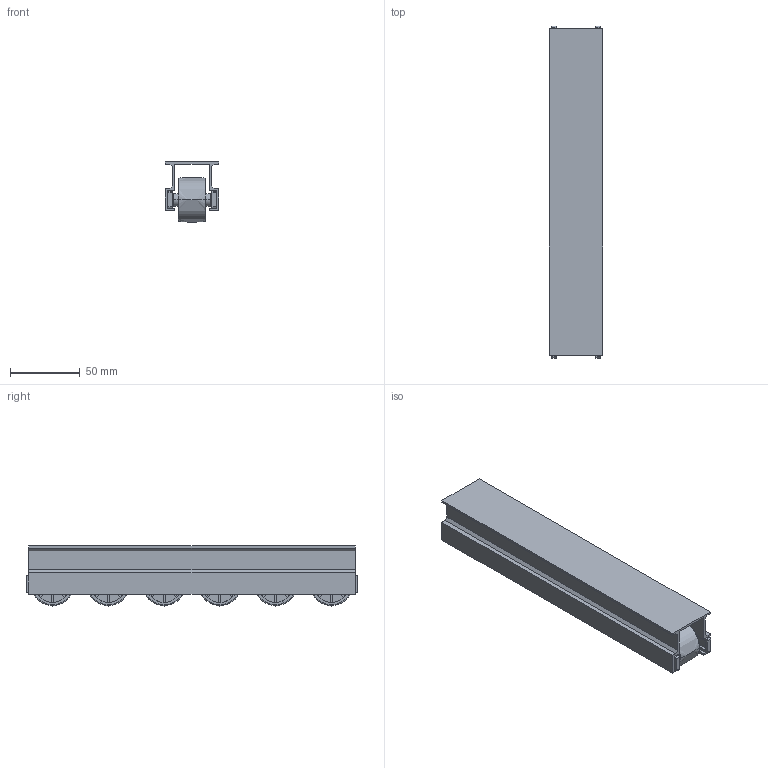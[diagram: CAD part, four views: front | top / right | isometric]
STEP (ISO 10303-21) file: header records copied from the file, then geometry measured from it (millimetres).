
FILE_DESCRIPTION (( 'STEP AP214' ), '1' );
FILE_NAME ('Z22 Àëþìèíèåâûå ðîëèêîâûå íàïðàâëÿþùèå Ô32.STEP', '2023-11-01T13:46:06', ( '' ), ( '' ), 'SwSTEP 2.0', 'SolidWorks 2022', '' );
FILE_SCHEMA (( 'AUTOMOTIVE_DESIGN' ));
Length unit declared in the file: millimetre
Products named in the file (1): Z22 Алюминиевые роликовые направляющие Ф32
Bounding box: 38 x 238 x 43.05 mm (x, y, z)
Volume: 112129.1 mm3; surface area: 126676.4 mm2
Topology: 19 solids, 19 shells, 828 faces, 2160 edges, 1400 vertices
Faces by surface type: plane 576, cylinder 120, torus 96, cone 24, bspline 12
Entity records: 35212 total; most frequent: CARTESIAN_POINT 4713, DIRECTION 4670, ORIENTED_EDGE 4320, EDGE_CURVE 2160, AXIS2_PLACEMENT_3D 1693, VERTEX_POINT 1400, LINE 1284, VECTOR 1284
